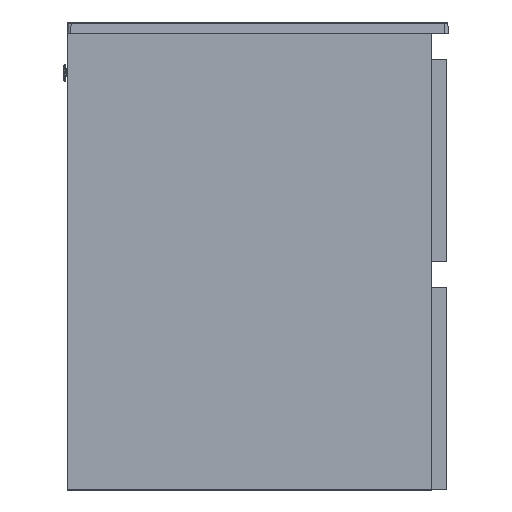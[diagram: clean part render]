
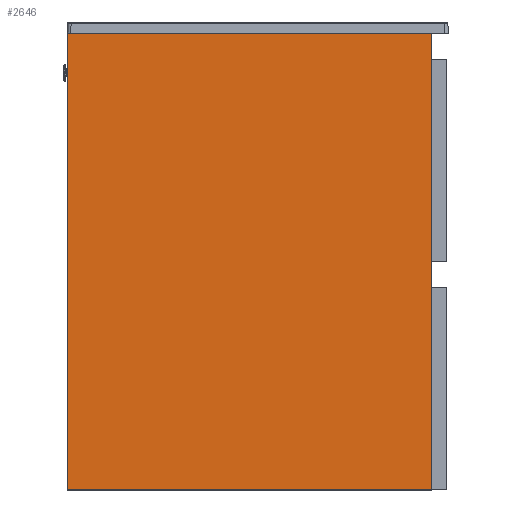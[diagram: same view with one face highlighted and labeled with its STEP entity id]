
A CAD part, left-side view. The second image highlights one B-rep face of the part: STEP entity #2646.
In plain terms, the highlighted planar face has unit normal (-1, 0, 0).
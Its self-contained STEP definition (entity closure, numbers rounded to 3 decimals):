
#2646=ADVANCED_FACE('',(#4948),#37550,.T.);
#4948=FACE_OUTER_BOUND('',#7423,.T.);
#7423=EDGE_LOOP('',(#19144,#19145,#19146,#19147));
#19144=ORIENTED_EDGE('',*,*,#25554,.T.);
#19145=ORIENTED_EDGE('',*,*,#25547,.T.);
#19146=ORIENTED_EDGE('',*,*,#25555,.F.);
#19147=ORIENTED_EDGE('',*,*,#25552,.F.);
#25547=EDGE_CURVE('',#35675,#35678,#30588,.T.);
#25552=EDGE_CURVE('',#35681,#35682,#30593,.T.);
#25554=EDGE_CURVE('',#35681,#35675,#30595,.T.);
#25555=EDGE_CURVE('',#35682,#35678,#30596,.T.);
#30588=B_SPLINE_CURVE_WITH_KNOTS('',1,(#106698,#106699),.UNSPECIFIED.,.F.,
 .F.,(2,2),(0.,2950.),.UNSPECIFIED.);
#30593=B_SPLINE_CURVE_WITH_KNOTS('',1,(#106708,#106709),.UNSPECIFIED.,.F.,
 .F.,(2,2),(0.,2950.),.UNSPECIFIED.);
#30595=B_SPLINE_CURVE_WITH_KNOTS('',1,(#106712,#106713),.UNSPECIFIED.,.F.,
 .F.,(2,2),(1740.,2320.),.UNSPECIFIED.);
#30596=B_SPLINE_CURVE_WITH_KNOTS('',1,(#106714,#106715),.UNSPECIFIED.,.F.,
 .F.,(2,2),(1740.,2320.),.UNSPECIFIED.);
#35675=VERTEX_POINT('',#106684);
#35678=VERTEX_POINT('',#106687);
#35681=VERTEX_POINT('',#106690);
#35682=VERTEX_POINT('',#106691);
#37550=PLANE('',#39899);
#39899=AXIS2_PLACEMENT_3D('',#106681,#41855,$);
#41855=DIRECTION('',(-1.,0.,0.));
#106681=CARTESIAN_POINT('',(-449.5,225.244,242.));
#106684=CARTESIAN_POINT('',(-449.5,-205.756,242.));
#106687=CARTESIAN_POINT('',(-449.5,-205.756,782.));
#106690=CARTESIAN_POINT('',(-449.5,225.244,242.));
#106691=CARTESIAN_POINT('',(-449.5,225.244,782.));
#106698=CARTESIAN_POINT('',(-449.5,-205.756,242.));
#106699=CARTESIAN_POINT('',(-449.5,-205.756,782.));
#106708=CARTESIAN_POINT('',(-449.5,225.244,242.));
#106709=CARTESIAN_POINT('',(-449.5,225.244,782.));
#106712=CARTESIAN_POINT('',(-449.5,225.244,242.));
#106713=CARTESIAN_POINT('',(-449.5,-205.756,242.));
#106714=CARTESIAN_POINT('',(-449.5,225.244,782.));
#106715=CARTESIAN_POINT('',(-449.5,-205.756,782.));
